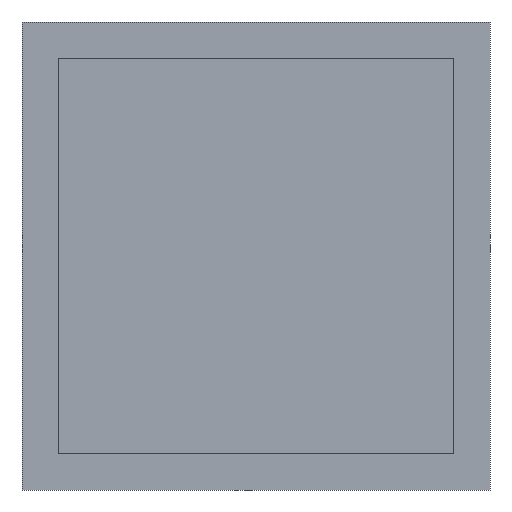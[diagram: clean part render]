
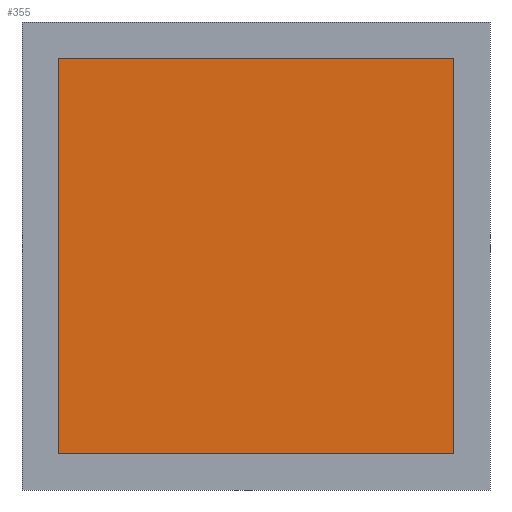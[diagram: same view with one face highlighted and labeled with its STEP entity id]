
A CAD part, front view. The second image highlights one B-rep face of the part: STEP entity #355.
In plain terms, the highlighted planar face has unit normal (0, -1, 0).
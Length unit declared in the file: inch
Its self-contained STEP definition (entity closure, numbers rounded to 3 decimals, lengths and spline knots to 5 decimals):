
#21=FACE_OUTER_BOUND('',#41,.T.);
#41=EDGE_LOOP('',(#251,#252,#253,#254));
#59=LINE('',#487,#107);
#63=LINE('',#495,#111);
#66=LINE('',#501,#114);
#69=LINE('',#506,#117);
#107=VECTOR('',#397,0.5);
#111=VECTOR('',#403,0.5);
#114=VECTOR('',#408,0.5);
#117=VECTOR('',#413,0.5);
#155=VERTEX_POINT('',#485);
#156=VERTEX_POINT('',#486);
#159=VERTEX_POINT('',#494);
#161=VERTEX_POINT('',#500);
#187=EDGE_CURVE('',#155,#156,#59,.T.);
#191=EDGE_CURVE('',#156,#159,#63,.T.);
#194=EDGE_CURVE('',#159,#161,#66,.T.);
#197=EDGE_CURVE('',#161,#155,#69,.T.);
#251=ORIENTED_EDGE('',*,*,#187,.F.);
#252=ORIENTED_EDGE('',*,*,#197,.F.);
#253=ORIENTED_EDGE('',*,*,#194,.F.);
#254=ORIENTED_EDGE('',*,*,#191,.F.);
#335=PLANE('',#377);
#355=ADVANCED_FACE('',(#21),#335,.F.);
#377=AXIS2_PLACEMENT_3D('',#508,#415,#416);
#397=DIRECTION('',(0.,0.,-1.));
#403=DIRECTION('',(-1.,0.,0.));
#408=DIRECTION('',(0.,0.,1.));
#413=DIRECTION('',(1.,0.,0.));
#415=DIRECTION('center_axis',(0.,1.,0.));
#416=DIRECTION('ref_axis',(0.,0.,1.));
#485=CARTESIAN_POINT('',(0.25,-0.095,0.25));
#486=CARTESIAN_POINT('',(0.25,-0.095,-0.25));
#487=CARTESIAN_POINT('',(0.25,-0.095,0.25));
#494=CARTESIAN_POINT('',(-0.25,-0.095,-0.25));
#495=CARTESIAN_POINT('',(0.25,-0.095,-0.25));
#500=CARTESIAN_POINT('',(-0.25,-0.095,0.25));
#501=CARTESIAN_POINT('',(-0.25,-0.095,-0.25));
#506=CARTESIAN_POINT('',(-0.25,-0.095,0.25));
#508=CARTESIAN_POINT('Origin',(0.,-0.095,0.));
